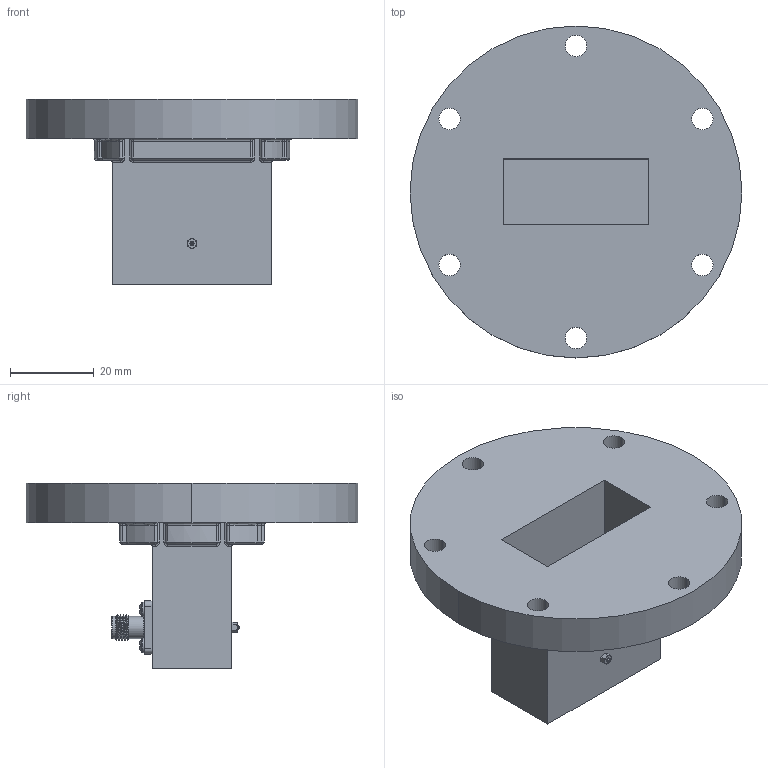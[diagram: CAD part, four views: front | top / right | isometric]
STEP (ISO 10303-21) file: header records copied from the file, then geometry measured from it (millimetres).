
FILE_DESCRIPTION (( 'STEP AP214' ), '1' );
FILE_NAME ('PEWCA1046.step', '2021-05-20T17:07:19', ( '' ), ( '' ), 'SwSTEP 2.0', 'SolidWorks 2020', '' );
FILE_SCHEMA (( 'AUTOMOTIVE_DESIGN' ));
Length unit declared in the file: inch
Products named in the file (3): PEWCA1047; PEWCA1046; SMA FEMALE
Assembly tree (2 placements, depth 2):
  PEWCA1046
    PEWCA1047
    SMA FEMALE
Bounding box: 79.38 x 79.38 x 44.45 mm (x, y, z)
Volume: 51993.3 mm3; surface area: 22529.5 mm2
Topology: 12 solids, 12 shells, 458 faces, 1142 edges, 705 vertices
Faces by surface type: cylinder 180, plane 140, torus 46, cone 41, bspline 35, sphere 16
Entity records: 19948 total; most frequent: CARTESIAN_POINT 9303, ORIENTED_EDGE 2248, DIRECTION 2129, EDGE_CURVE 1124, AXIS2_PLACEMENT_3D 850, VERTEX_POINT 699, EDGE_LOOP 491, ADVANCED_FACE 458
